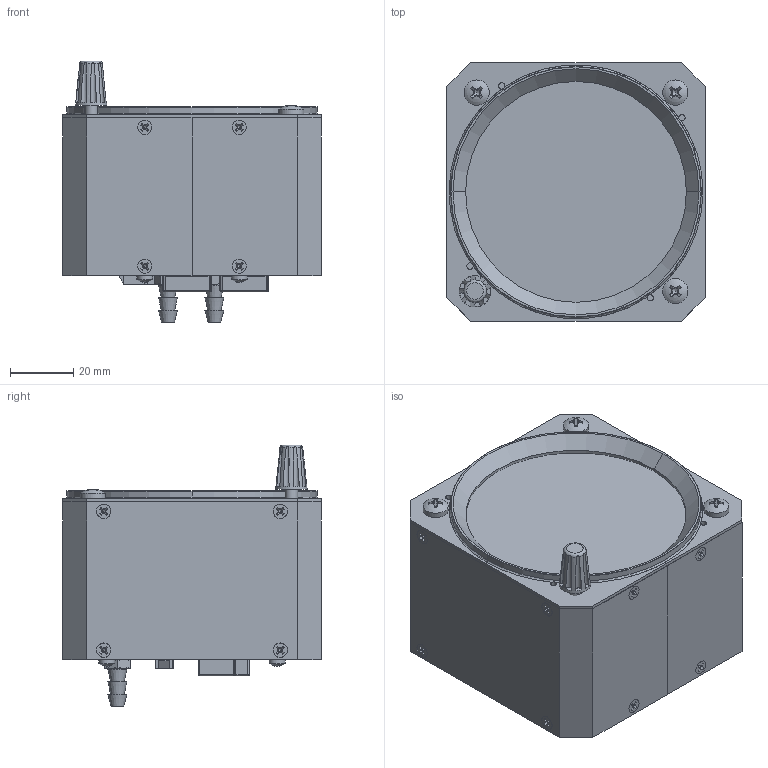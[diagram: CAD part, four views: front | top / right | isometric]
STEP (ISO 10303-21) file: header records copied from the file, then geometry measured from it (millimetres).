
FILE_DESCRIPTION(('FreeCAD Model'),'2;1');
FILE_NAME('Combo Indicator.step','2020-04-01T14:32:15',('Author'),(''), 'Open CASCADE STEP processor 7.3','FreeCAD','Unknown');
FILE_SCHEMA(('AUTOMOTIVE_DESIGN { 1 0 10303 214 1 1 1 1 }'));
Length unit declared in the file: millimetre
Products named in the file (52): Assembly; Body001; M4x6-Screw002; INDU_80_MASKA; INDU_80_ZADNJA_STENA; INDU80_ALTIMETER_PLASC; INDU80_ALTIMETER_PLASC001; PrikljucekZrak_01; PrikljucekZrak_002; M5-Nut; M5-Nut001; M2.5x4-Screw; M2.5x4-Screw001; M2.5x4-Screw002; M2.5x4-Screw003; M2.5x3-Screw; M2.5x3-Screw009; M2.5x3-Screw010; M2.5x3-Screw011; M2.5x3-Screw012; M2.5x3-Screw016; M2.5x3-Screw017; M2.5x3-Screw015; M2.5x3-Screw025; M2.5x3-Screw024; M2.5x3-Screw023; M2.5x3-Screw022; M2.5x3-Screw021; M2.5x3-Screw020; M2.5x3-Screw019; M2.5x3-Screw018; Assem1; use; use_Pin; Pin_short001; Pin_short; Pin_long001; Pin_long; Assem002; use001 ...
Assembly tree (64 placements, depth 4):
  Assembly
    Body001
    M4x6-Screw002
    INDU_80_MASKA
    INDU_80_ZADNJA_STENA
    INDU80_ALTIMETER_PLASC
    INDU80_ALTIMETER_PLASC001
    PrikljucekZrak_01
    PrikljucekZrak_002
    M5-Nut
    M5-Nut001
    M2.5x4-Screw
    M2.5x4-Screw001
    M2.5x4-Screw002
    M2.5x4-Screw003
    M2.5x3-Screw
    M2.5x3-Screw009
    M2.5x3-Screw010
    M2.5x3-Screw011
    M2.5x3-Screw012
    M2.5x3-Screw016
    M2.5x3-Screw017
    M2.5x3-Screw015
    M2.5x3-Screw025
    M2.5x3-Screw024
    M2.5x3-Screw023
    M2.5x3-Screw022
    M2.5x3-Screw021
    M2.5x3-Screw020
    M2.5x3-Screw019
    M2.5x3-Screw018
    Assem1
  use
  use_Pin
      Pin_short001
        Pin_short  x4
      Pin_long001
        Pin_long  x4
    Assem002
  use001
  use_Pin001
      Pin_short003
        Pin_short002  x4
      Pin_long003
        Pin_long002  x4
    Assem003
      64900221122
      6490xx21122_PIN001
        6490xx21122_PIN  x2
    Body
    M4x6-Screw
    M4x6-Screw001
Bounding box: 82 x 82 x 82.97 mm (x, y, z)
Volume: 87869.6 mm3; surface area: 81492.4 mm2
Topology: 56 solids, 56 shells, 2614 faces, 7136 edges, 4632 vertices
Faces by surface type: plane 1867, cylinder 448, cone 238, torus 23, revolution 23, sphere 15
Full cylindrical faces by diameter (mm): 0.9 x4, 2 x2, 2.4 x2, 2.5 x36, 3 x2, 4 x4, 4.134 x2, 4.5 x16, 5 x4, 6 x2, 8 x3, 75.956 x1
Entity records: 74995 total; most frequent: CARTESIAN_POINT 13904, DIRECTION 12574, ORIENTED_EDGE 12334, EDGE_CURVE 6167, LINE 4261, VECTOR 4261, AXIS2_PLACEMENT_3D 4145, VERTEX_POINT 4006
